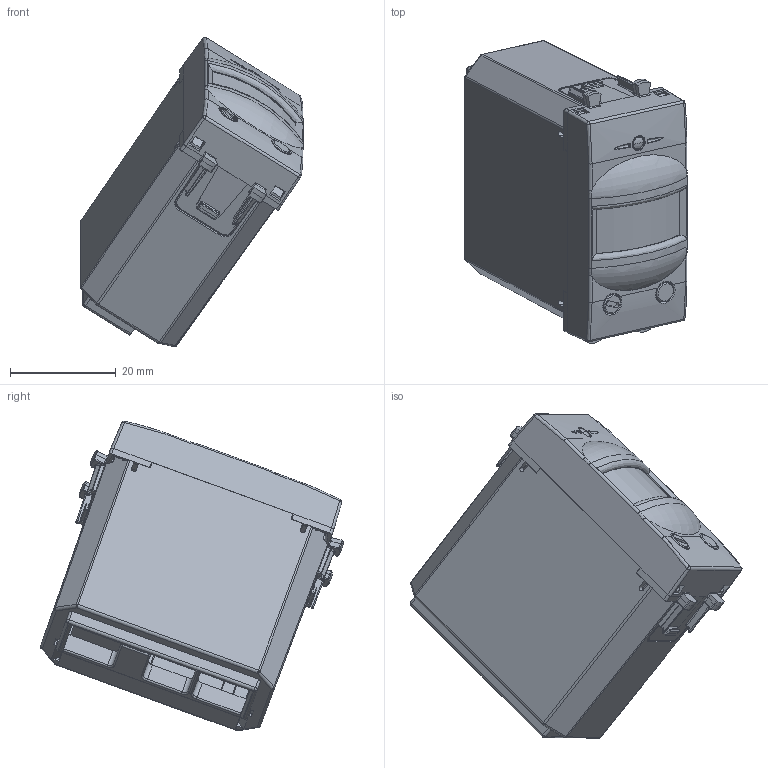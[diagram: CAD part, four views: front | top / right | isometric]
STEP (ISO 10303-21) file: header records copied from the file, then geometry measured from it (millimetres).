
FILE_DESCRIPTION(('CATIA V5 STEP Exchange'),'2;1');
FILE_NAME('441AB68.stp','2024-03-07T06:09:40+00:00',('none'),('none'),'CATIA Version 5-6 Release 2016 SP6','CATIA V5 STEP AP203','none');
FILE_SCHEMA(('CONFIG_CONTROL_DESIGN'));
Products named in the file (1): 44XAB68
Assembly tree (8 placements, depth 2):
  44XAB68
    #57
    #11280
    #11455
    #12146
    #13374
    #44860
    #47009
    #51982
Bounding box: 42.19 x 57.34 x 58.61 mm (x, y, z)
Volume: 11023.5 mm3; surface area: 18705.3 mm2
Topology: 7 solids, 7 shells, 1339 faces, 3701 edges, 2314 vertices
Faces by surface type: plane 638, cylinder 375, bspline 126, cone 83, sphere 62, torus 47, revolution 8
Entity records: 51999 total; most frequent: CARTESIAN_POINT 22297, ORIENTED_EDGE 7256, DIRECTION 4244, EDGE_CURVE 3628, VERTEX_POINT 2303, VECTOR 1791, LINE 1791, AXIS2_PLACEMENT_3D 1460
